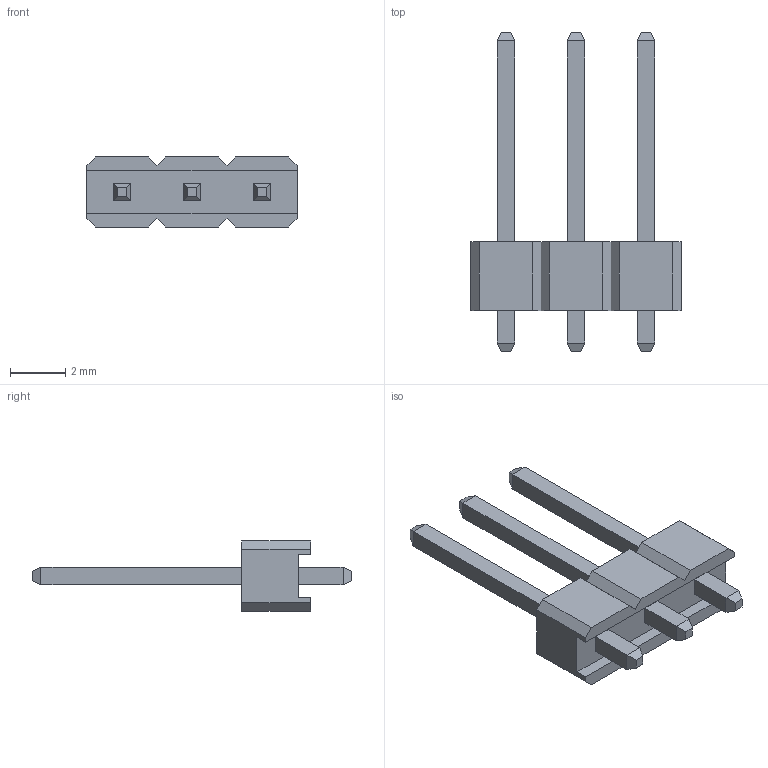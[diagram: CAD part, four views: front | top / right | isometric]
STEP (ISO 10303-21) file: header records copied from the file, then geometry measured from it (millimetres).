
FILE_DESCRIPTION (( 'STEP AP214' ), '1' );
FILE_NAME ('0_3_WAY12081519345875.step', '2006-12-08T20:19:37', ( 'SysAdmin' ), ( 'SolidWorks' ), 'SwSTEP 2.0', 'SolidWorks 2007', '' );
FILE_SCHEMA (( 'AUTOMOTIVE_DESIGN' ));
Length unit declared in the file: millimetre
Products named in the file (1): 0_3_WAY12081519345875
Bounding box: 7.62 x 11.6 x 2.54 mm (x, y, z)
Volume: 53.6 mm3; surface area: 166.4 mm2
Topology: 1 solids, 1 shells, 80 faces, 192 edges, 120 vertices
Faces by surface type: plane 80
Entity records: 2553 total; most frequent: CARTESIAN_POINT 393, ORIENTED_EDGE 384, DIRECTION 354, LINE 192, VECTOR 192, EDGE_CURVE 192, VERTEX_POINT 120, EDGE_LOOP 86
